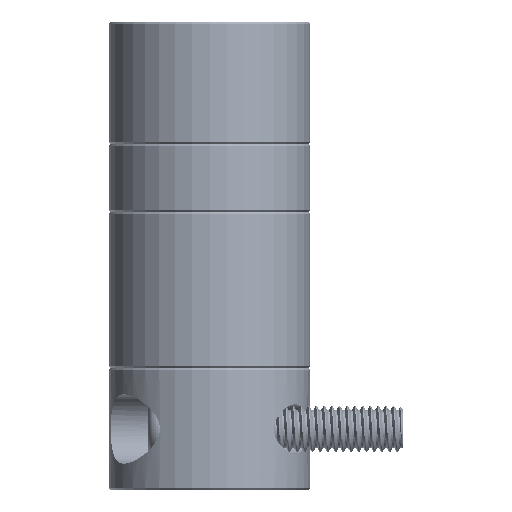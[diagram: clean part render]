
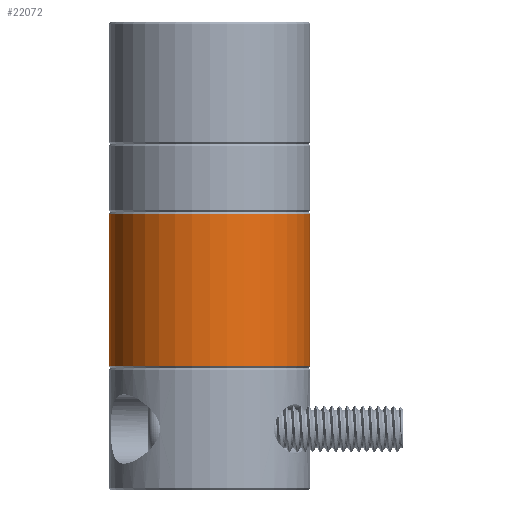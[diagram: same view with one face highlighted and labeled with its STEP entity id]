
A CAD part, left-side view. The second image highlights one B-rep face of the part: STEP entity #22072.
In plain terms, the highlighted cylindrical face has radius 6.5 mm (diameter 13 mm), a partial arc.
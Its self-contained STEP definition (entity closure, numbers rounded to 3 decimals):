
#124 = CARTESIAN_POINT ( 'NONE',  ( 9.1, -6.5, -4.4 ) ) ;
#806 = ORIENTED_EDGE ( 'NONE', *, *, #28741, .F. ) ;
#847 = DIRECTION ( 'NONE',  ( 0., 0., 1. ) ) ;
#1877 = ORIENTED_EDGE ( 'NONE', *, *, #16867, .T. ) ;
#2282 = AXIS2_PLACEMENT_3D ( 'NONE', #27467, #17918, #9890 ) ;
#2695 = VECTOR ( 'NONE', #7524, 1000. ) ;
#2800 = CIRCLE ( 'NONE', #21138, 6.5 ) ;
#3358 = CARTESIAN_POINT ( 'NONE',  ( 9.1, -6.5, -0.1 ) ) ;
#3467 = EDGE_LOOP ( 'NONE', ( #806, #30137, #27078, #1877 ) ) ;
#4181 = FACE_OUTER_BOUND ( 'NONE', #3467, .T. ) ;
#4874 = DIRECTION ( 'NONE',  ( -1., 0., 0. ) ) ;
#4916 = CIRCLE ( 'NONE', #2282, 6.5 ) ;
#5181 = CARTESIAN_POINT ( 'NONE',  ( 9.1, 0., -10. ) ) ;
#5945 = CARTESIAN_POINT ( 'NONE',  ( 9.1, 6.5, -4.4 ) ) ;
#7524 = DIRECTION ( 'NONE',  ( 0., 0., 1. ) ) ;
#7568 = VERTEX_POINT ( 'NONE', #22734 ) ;
#9117 = CYLINDRICAL_SURFACE ( 'NONE', #10129, 6.5 ) ;
#9890 = DIRECTION ( 'NONE',  ( 1., 0., 0. ) ) ;
#10129 = AXIS2_PLACEMENT_3D ( 'NONE', #26360, #24050, #27007 ) ;
#16867 = EDGE_CURVE ( 'NONE', #7568, #21831, #4916, .T. ) ;
#17918 = DIRECTION ( 'NONE',  ( 0., 0., -1. ) ) ;
#19026 = VECTOR ( 'NONE', #847, 1000. ) ;
#19392 = LINE ( 'NONE', #124, #2695 ) ;
#20121 = DIRECTION ( 'NONE',  ( 0., 0., 1. ) ) ;
#20712 = CARTESIAN_POINT ( 'NONE',  ( 9.1, 6.5, -10. ) ) ;
#21138 = AXIS2_PLACEMENT_3D ( 'NONE', #5181, #20121, #4874 ) ;
#21519 = VERTEX_POINT ( 'NONE', #23272 ) ;
#21831 = VERTEX_POINT ( 'NONE', #3358 ) ;
#22072 = ADVANCED_FACE ( 'NONE', ( #4181 ), #9117, .T. ) ;
#22734 = CARTESIAN_POINT ( 'NONE',  ( 9.1, 6.5, -0.1 ) ) ;
#22968 = EDGE_CURVE ( 'NONE', #21519, #28186, #2800, .T. ) ;
#23272 = CARTESIAN_POINT ( 'NONE',  ( 9.1, -6.5, -10. ) ) ;
#24050 = DIRECTION ( 'NONE',  ( 0., 0., 1. ) ) ;
#26360 = CARTESIAN_POINT ( 'NONE',  ( 9.1, 0., -4.4 ) ) ;
#27007 = DIRECTION ( 'NONE',  ( 1., 0., 0. ) ) ;
#27078 = ORIENTED_EDGE ( 'NONE', *, *, #31690, .T. ) ;
#27467 = CARTESIAN_POINT ( 'NONE',  ( 9.1, 0., -0.1 ) ) ;
#28186 = VERTEX_POINT ( 'NONE', #20712 ) ;
#28441 = LINE ( 'NONE', #5945, #19026 ) ;
#28741 = EDGE_CURVE ( 'NONE', #21519, #21831, #19392, .T. ) ;
#30137 = ORIENTED_EDGE ( 'NONE', *, *, #22968, .T. ) ;
#31690 = EDGE_CURVE ( 'NONE', #28186, #7568, #28441, .T. ) ;
